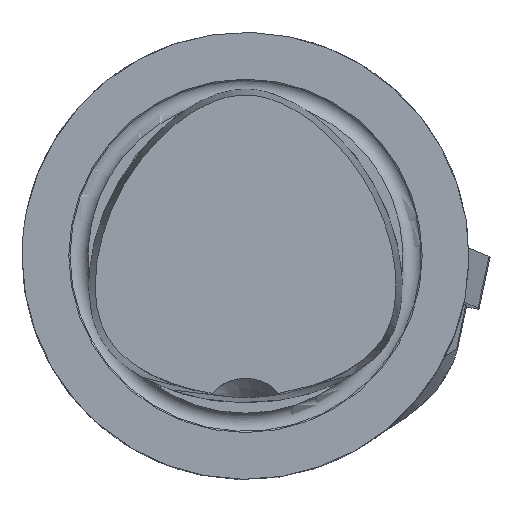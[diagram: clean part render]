
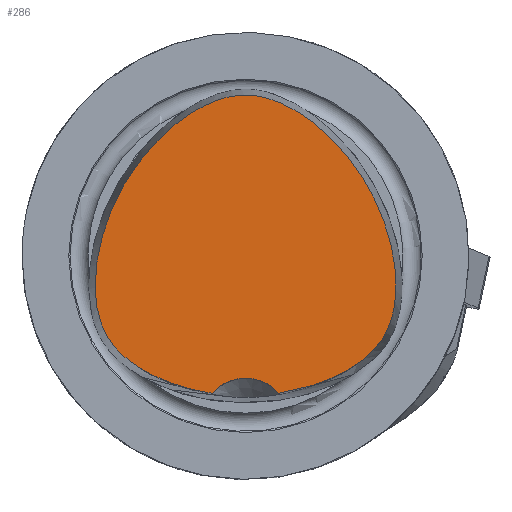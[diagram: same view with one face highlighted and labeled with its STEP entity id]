
A CAD part, top view. The second image highlights one B-rep face of the part: STEP entity #286.
In plain terms, the highlighted planar face has unit normal (0, 0, 1).
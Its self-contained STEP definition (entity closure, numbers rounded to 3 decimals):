
#184=B_SPLINE_CURVE_WITH_KNOTS('',3,(#1975,#1976,#1977,#1978,#1979,#1980,
#1981,#1982,#1983,#1984,#1985,#1986,#1987,#1988,#1989,#1990,#1991,#1992,
#1993,#1994,#1995,#1996,#1997,#1998,#1999,#2000,#2001,#2002,#2003,#2004),
 .UNSPECIFIED.,.F.,.F.,(4,2,2,2,2,2,2,2,2,2,2,2,2,2,4),(0.,0.063,0.125,
0.188,0.25,0.375,0.438,0.5,0.563,0.625,0.75,0.813,0.875,0.938,1.),
 .UNSPECIFIED.);
#250=CIRCLE('',#1446,4.);
#286=ADVANCED_FACE('',(#402),#365,.F.);
#365=PLANE('',#1447);
#402=FACE_OUTER_BOUND('',#465,.T.);
#465=EDGE_LOOP('',(#603,#604));
#603=ORIENTED_EDGE('',*,*,#1089,.F.);
#604=ORIENTED_EDGE('',*,*,#1090,.T.);
#961=VERTEX_POINT('',#1973);
#962=VERTEX_POINT('',#1974);
#1089=EDGE_CURVE('',#961,#962,#250,.T.);
#1090=EDGE_CURVE('',#961,#962,#184,.T.);
#1446=AXIS2_PLACEMENT_3D('',#1972,#1603,#1604);
#1447=AXIS2_PLACEMENT_3D('',#2005,#1605,#1606);
#1603=DIRECTION('',(0.,0.,1.));
#1604=DIRECTION('',(0.,1.,0.));
#1605=DIRECTION('',(0.,0.,-1.));
#1606=DIRECTION('',(0.,-1.,0.));
#1972=CARTESIAN_POINT('',(0.,-15.,24.));
#1973=CARTESIAN_POINT('',(2.989,-12.341,24.));
#1974=CARTESIAN_POINT('',(-2.989,-12.341,24.));
#1975=CARTESIAN_POINT('',(2.989,-12.341,24.));
#1976=CARTESIAN_POINT('',(4.618,-12.1,24.));
#1977=CARTESIAN_POINT('',(6.209,-11.663,24.));
#1978=CARTESIAN_POINT('',(9.182,-10.343,24.));
#1979=CARTESIAN_POINT('',(10.609,-9.462,24.));
#1980=CARTESIAN_POINT('',(12.775,-6.97,24.));
#1981=CARTESIAN_POINT('',(13.291,-5.34,24.));
#1982=CARTESIAN_POINT('',(13.552,-2.057,24.));
#1983=CARTESIAN_POINT('',(13.356,-0.416,24.));
#1984=CARTESIAN_POINT('',(12.162,4.361,24.));
#1985=CARTESIAN_POINT('',(10.561,7.303,24.));
#1986=CARTESIAN_POINT('',(7.296,10.921,24.));
#1987=CARTESIAN_POINT('',(6.037,12.013,24.));
#1988=CARTESIAN_POINT('',(3.248,13.703,24.));
#1989=CARTESIAN_POINT('',(1.649,14.357,24.));
#1990=CARTESIAN_POINT('',(-1.628,14.362,24.));
#1991=CARTESIAN_POINT('',(-3.216,13.719,24.));
#1992=CARTESIAN_POINT('',(-6.03,12.021,24.));
#1993=CARTESIAN_POINT('',(-7.271,10.946,24.));
#1994=CARTESIAN_POINT('',(-10.572,7.297,24.));
#1995=CARTESIAN_POINT('',(-12.163,4.346,24.));
#1996=CARTESIAN_POINT('',(-13.35,-0.388,24.));
#1997=CARTESIAN_POINT('',(-13.549,-2.045,24.));
#1998=CARTESIAN_POINT('',(-13.297,-5.305,24.));
#1999=CARTESIAN_POINT('',(-12.775,-6.965,24.));
#2000=CARTESIAN_POINT('',(-10.632,-9.441,24.));
#2001=CARTESIAN_POINT('',(-9.187,-10.341,24.));
#2002=CARTESIAN_POINT('',(-6.194,-11.669,24.));
#2003=CARTESIAN_POINT('',(-4.614,-12.101,24.));
#2004=CARTESIAN_POINT('',(-2.989,-12.341,24.));
#2005=CARTESIAN_POINT('',(0.,13.532,24.));
